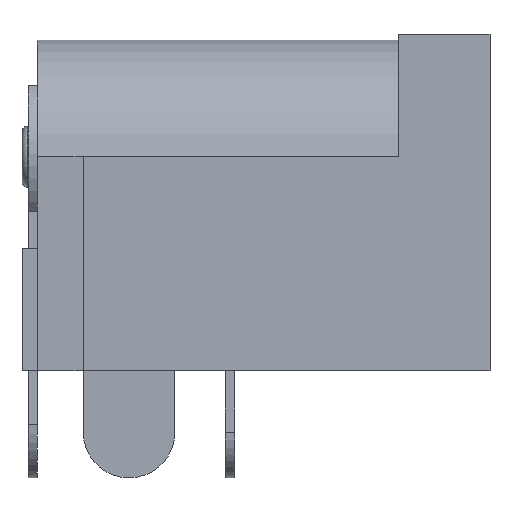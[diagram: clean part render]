
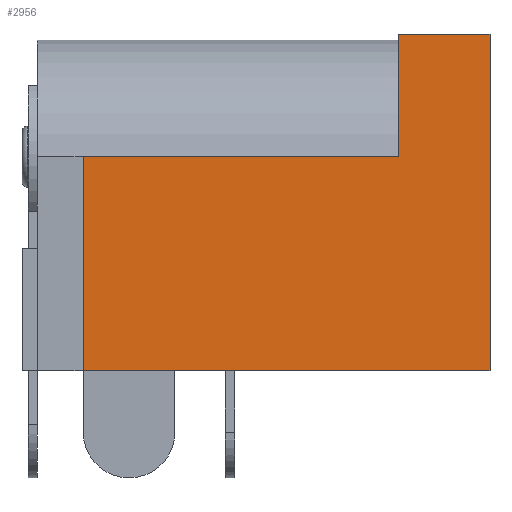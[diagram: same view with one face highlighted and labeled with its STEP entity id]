
A CAD part, front view. The second image highlights one B-rep face of the part: STEP entity #2956.
In plain terms, the highlighted planar face has unit normal (0, -1, 0).
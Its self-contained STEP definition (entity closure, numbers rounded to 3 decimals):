
#2521 = VERTEX_POINT('',#2522);
#2522 = CARTESIAN_POINT('',(-3.,-4.5,11.));
#2529 = PLANE('',#2530);
#2530 = AXIS2_PLACEMENT_3D('',#2531,#2532,#2533);
#2531 = CARTESIAN_POINT('',(-3.,4.5,11.));
#2532 = DIRECTION('',(0.,0.,1.));
#2533 = DIRECTION('',(1.,0.,0.));
#2541 = PLANE('',#2542);
#2542 = AXIS2_PLACEMENT_3D('',#2543,#2544,#2545);
#2543 = CARTESIAN_POINT('',(-3.,4.5,7.));
#2544 = DIRECTION('',(-1.,-0.,0.));
#2545 = DIRECTION('',(0.,0.,1.));
#2553 = EDGE_CURVE('',#2521,#2554,#2556,.T.);
#2554 = VERTEX_POINT('',#2555);
#2555 = CARTESIAN_POINT('',(0.,-4.5,11.));
#2556 = SURFACE_CURVE('',#2557,(#2561,#2568),.PCURVE_S1.);
#2557 = LINE('',#2558,#2559);
#2558 = CARTESIAN_POINT('',(-3.,-4.5,11.));
#2559 = VECTOR('',#2560,1.);
#2560 = DIRECTION('',(1.,0.,0.));
#2561 = PCURVE('',#2529,#2562);
#2562 = DEFINITIONAL_REPRESENTATION('',(#2563),#2567);
#2563 = LINE('',#2564,#2565);
#2564 = CARTESIAN_POINT('',(0.,-9.));
#2565 = VECTOR('',#2566,1.);
#2566 = DIRECTION('',(1.,0.));
#2567 = ( GEOMETRIC_REPRESENTATION_CONTEXT(2) 
PARAMETRIC_REPRESENTATION_CONTEXT() REPRESENTATION_CONTEXT('2D SPACE',''
  ) );
#2568 = PCURVE('',#2569,#2574);
#2569 = PLANE('',#2570);
#2570 = AXIS2_PLACEMENT_3D('',#2571,#2572,#2573);
#2571 = CARTESIAN_POINT('',(-3.,-4.5,11.));
#2572 = DIRECTION('',(0.,-1.,0.));
#2573 = DIRECTION('',(0.,0.,-1.));
#2574 = DEFINITIONAL_REPRESENTATION('',(#2575),#2579);
#2575 = LINE('',#2576,#2577);
#2576 = CARTESIAN_POINT('',(0.,0.));
#2577 = VECTOR('',#2578,1.);
#2578 = DIRECTION('',(0.,1.));
#2579 = ( GEOMETRIC_REPRESENTATION_CONTEXT(2) 
PARAMETRIC_REPRESENTATION_CONTEXT() REPRESENTATION_CONTEXT('2D SPACE',''
  ) );
#2597 = PLANE('',#2598);
#2598 = AXIS2_PLACEMENT_3D('',#2599,#2600,#2601);
#2599 = CARTESIAN_POINT('',(0.,4.5,11.));
#2600 = DIRECTION('',(1.,0.,0.));
#2601 = DIRECTION('',(0.,0.,-1.));
#2723 = VERTEX_POINT('',#2724);
#2724 = CARTESIAN_POINT('',(-3.,-4.5,7.));
#2738 = PLANE('',#2739);
#2739 = AXIS2_PLACEMENT_3D('',#2740,#2741,#2742);
#2740 = CARTESIAN_POINT('',(-13.3,4.5,7.));
#2741 = DIRECTION('',(0.,0.,1.));
#2742 = DIRECTION('',(1.,0.,0.));
#2750 = EDGE_CURVE('',#2723,#2521,#2751,.T.);
#2751 = SURFACE_CURVE('',#2752,(#2756,#2763),.PCURVE_S1.);
#2752 = LINE('',#2753,#2754);
#2753 = CARTESIAN_POINT('',(-3.,-4.5,7.));
#2754 = VECTOR('',#2755,1.);
#2755 = DIRECTION('',(0.,0.,1.));
#2756 = PCURVE('',#2541,#2757);
#2757 = DEFINITIONAL_REPRESENTATION('',(#2758),#2762);
#2758 = LINE('',#2759,#2760);
#2759 = CARTESIAN_POINT('',(0.,-9.));
#2760 = VECTOR('',#2761,1.);
#2761 = DIRECTION('',(1.,0.));
#2762 = ( GEOMETRIC_REPRESENTATION_CONTEXT(2) 
PARAMETRIC_REPRESENTATION_CONTEXT() REPRESENTATION_CONTEXT('2D SPACE',''
  ) );
#2763 = PCURVE('',#2569,#2764);
#2764 = DEFINITIONAL_REPRESENTATION('',(#2765),#2769);
#2765 = LINE('',#2766,#2767);
#2766 = CARTESIAN_POINT('',(4.,0.));
#2767 = VECTOR('',#2768,1.);
#2768 = DIRECTION('',(-1.,0.));
#2769 = ( GEOMETRIC_REPRESENTATION_CONTEXT(2) 
PARAMETRIC_REPRESENTATION_CONTEXT() REPRESENTATION_CONTEXT('2D SPACE',''
  ) );
#2776 = EDGE_CURVE('',#2554,#2777,#2779,.T.);
#2777 = VERTEX_POINT('',#2778);
#2778 = CARTESIAN_POINT('',(0.,-4.5,0.));
#2779 = SURFACE_CURVE('',#2780,(#2784,#2791),.PCURVE_S1.);
#2780 = LINE('',#2781,#2782);
#2781 = CARTESIAN_POINT('',(0.,-4.5,11.));
#2782 = VECTOR('',#2783,1.);
#2783 = DIRECTION('',(0.,0.,-1.));
#2784 = PCURVE('',#2597,#2785);
#2785 = DEFINITIONAL_REPRESENTATION('',(#2786),#2790);
#2786 = LINE('',#2787,#2788);
#2787 = CARTESIAN_POINT('',(0.,-9.));
#2788 = VECTOR('',#2789,1.);
#2789 = DIRECTION('',(1.,0.));
#2790 = ( GEOMETRIC_REPRESENTATION_CONTEXT(2) 
PARAMETRIC_REPRESENTATION_CONTEXT() REPRESENTATION_CONTEXT('2D SPACE',''
  ) );
#2791 = PCURVE('',#2569,#2792);
#2792 = DEFINITIONAL_REPRESENTATION('',(#2793),#2797);
#2793 = LINE('',#2794,#2795);
#2794 = CARTESIAN_POINT('',(0.,3.));
#2795 = VECTOR('',#2796,1.);
#2796 = DIRECTION('',(1.,0.));
#2797 = ( GEOMETRIC_REPRESENTATION_CONTEXT(2) 
PARAMETRIC_REPRESENTATION_CONTEXT() REPRESENTATION_CONTEXT('2D SPACE',''
  ) );
#2815 = PLANE('',#2816);
#2816 = AXIS2_PLACEMENT_3D('',#2817,#2818,#2819);
#2817 = CARTESIAN_POINT('',(0.,4.5,0.));
#2818 = DIRECTION('',(0.,0.,-1.));
#2819 = DIRECTION('',(-1.,-0.,0.));
#2956 = ADVANCED_FACE('',(#2957),#2569,.T.);
#2957 = FACE_BOUND('',#2958,.F.);
#2958 = EDGE_LOOP('',(#2959,#2960,#2961,#2984,#3012,#3033));
#2959 = ORIENTED_EDGE('',*,*,#2553,.T.);
#2960 = ORIENTED_EDGE('',*,*,#2776,.T.);
#2961 = ORIENTED_EDGE('',*,*,#2962,.T.);
#2962 = EDGE_CURVE('',#2777,#2963,#2965,.T.);
#2963 = VERTEX_POINT('',#2964);
#2964 = CARTESIAN_POINT('',(-13.3,-4.5,0.));
#2965 = SURFACE_CURVE('',#2966,(#2970,#2977),.PCURVE_S1.);
#2966 = LINE('',#2967,#2968);
#2967 = CARTESIAN_POINT('',(0.,-4.5,0.));
#2968 = VECTOR('',#2969,1.);
#2969 = DIRECTION('',(-1.,-0.,0.));
#2970 = PCURVE('',#2569,#2971);
#2971 = DEFINITIONAL_REPRESENTATION('',(#2972),#2976);
#2972 = LINE('',#2973,#2974);
#2973 = CARTESIAN_POINT('',(11.,3.));
#2974 = VECTOR('',#2975,1.);
#2975 = DIRECTION('',(0.,-1.));
#2976 = ( GEOMETRIC_REPRESENTATION_CONTEXT(2) 
PARAMETRIC_REPRESENTATION_CONTEXT() REPRESENTATION_CONTEXT('2D SPACE',''
  ) );
#2977 = PCURVE('',#2815,#2978);
#2978 = DEFINITIONAL_REPRESENTATION('',(#2979),#2983);
#2979 = LINE('',#2980,#2981);
#2980 = CARTESIAN_POINT('',(0.,-9.));
#2981 = VECTOR('',#2982,1.);
#2982 = DIRECTION('',(1.,0.));
#2983 = ( GEOMETRIC_REPRESENTATION_CONTEXT(2) 
PARAMETRIC_REPRESENTATION_CONTEXT() REPRESENTATION_CONTEXT('2D SPACE',''
  ) );
#2984 = ORIENTED_EDGE('',*,*,#2985,.T.);
#2985 = EDGE_CURVE('',#2963,#2986,#2988,.T.);
#2986 = VERTEX_POINT('',#2987);
#2987 = CARTESIAN_POINT('',(-13.3,-4.5,7.));
#2988 = SURFACE_CURVE('',#2989,(#2993,#3000),.PCURVE_S1.);
#2989 = LINE('',#2990,#2991);
#2990 = CARTESIAN_POINT('',(-13.3,-4.5,0.));
#2991 = VECTOR('',#2992,1.);
#2992 = DIRECTION('',(0.,0.,1.));
#2993 = PCURVE('',#2569,#2994);
#2994 = DEFINITIONAL_REPRESENTATION('',(#2995),#2999);
#2995 = LINE('',#2996,#2997);
#2996 = CARTESIAN_POINT('',(11.,-10.3));
#2997 = VECTOR('',#2998,1.);
#2998 = DIRECTION('',(-1.,0.));
#2999 = ( GEOMETRIC_REPRESENTATION_CONTEXT(2) 
PARAMETRIC_REPRESENTATION_CONTEXT() REPRESENTATION_CONTEXT('2D SPACE',''
  ) );
#3000 = PCURVE('',#3001,#3006);
#3001 = PLANE('',#3002);
#3002 = AXIS2_PLACEMENT_3D('',#3003,#3004,#3005);
#3003 = CARTESIAN_POINT('',(-13.3,4.5,0.));
#3004 = DIRECTION('',(-1.,-0.,0.));
#3005 = DIRECTION('',(0.,0.,1.));
#3006 = DEFINITIONAL_REPRESENTATION('',(#3007),#3011);
#3007 = LINE('',#3008,#3009);
#3008 = CARTESIAN_POINT('',(0.,-9.));
#3009 = VECTOR('',#3010,1.);
#3010 = DIRECTION('',(1.,0.));
#3011 = ( GEOMETRIC_REPRESENTATION_CONTEXT(2) 
PARAMETRIC_REPRESENTATION_CONTEXT() REPRESENTATION_CONTEXT('2D SPACE',''
  ) );
#3012 = ORIENTED_EDGE('',*,*,#3013,.T.);
#3013 = EDGE_CURVE('',#2986,#2723,#3014,.T.);
#3014 = SURFACE_CURVE('',#3015,(#3019,#3026),.PCURVE_S1.);
#3015 = LINE('',#3016,#3017);
#3016 = CARTESIAN_POINT('',(-13.3,-4.5,7.));
#3017 = VECTOR('',#3018,1.);
#3018 = DIRECTION('',(1.,0.,0.));
#3019 = PCURVE('',#2569,#3020);
#3020 = DEFINITIONAL_REPRESENTATION('',(#3021),#3025);
#3021 = LINE('',#3022,#3023);
#3022 = CARTESIAN_POINT('',(4.,-10.3));
#3023 = VECTOR('',#3024,1.);
#3024 = DIRECTION('',(0.,1.));
#3025 = ( GEOMETRIC_REPRESENTATION_CONTEXT(2) 
PARAMETRIC_REPRESENTATION_CONTEXT() REPRESENTATION_CONTEXT('2D SPACE',''
  ) );
#3026 = PCURVE('',#2738,#3027);
#3027 = DEFINITIONAL_REPRESENTATION('',(#3028),#3032);
#3028 = LINE('',#3029,#3030);
#3029 = CARTESIAN_POINT('',(0.,-9.));
#3030 = VECTOR('',#3031,1.);
#3031 = DIRECTION('',(1.,0.));
#3032 = ( GEOMETRIC_REPRESENTATION_CONTEXT(2) 
PARAMETRIC_REPRESENTATION_CONTEXT() REPRESENTATION_CONTEXT('2D SPACE',''
  ) );
#3033 = ORIENTED_EDGE('',*,*,#2750,.T.);
